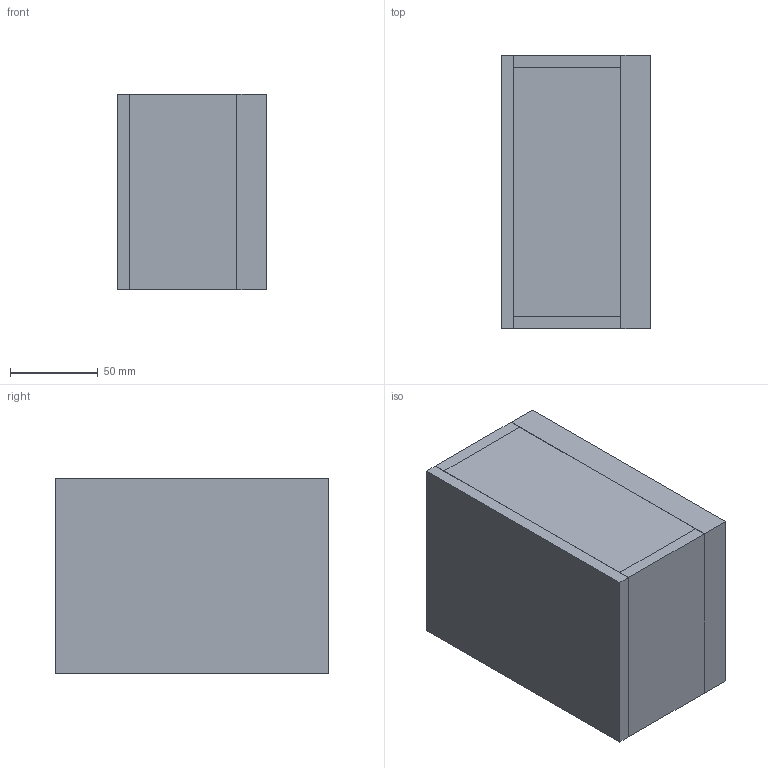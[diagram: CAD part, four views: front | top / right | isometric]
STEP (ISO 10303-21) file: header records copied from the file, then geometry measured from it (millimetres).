
FILE_DESCRIPTION(/* description */ (''),/* implementation_level */ '2;1');
FILE_NAME(/* name */ 'Battery_Box_Rough_Dimensions.stp',/* time_stamp */ '2025-06-18T14:10:50+08:00',/* author */ (''),/* organization */ (''),/* preprocessor_version */ 'ST-DEVELOPER v19.2',/* originating_system */ 'Rhino 8.17',/* authorisation */ '');
FILE_SCHEMA (('CONFIG_CONTROL_DESIGN'));
Length unit declared in the file: centimetre
Products named in the file (1): Document
Bounding box: 85 x 155.4 x 111 mm (x, y, z)
Volume: 1268548.9 mm3; surface area: 346285.1 mm2
Topology: 42 solids, 42 shells, 518 faces, 1303 edges, 868 vertices
Faces by surface type: cylinder 366, plane 152
Entity records: 17423 total; most frequent: CARTESIAN_POINT 4726, ORIENTED_EDGE 2604, DIRECTION 1989, EDGE_CURVE 1302, AXIS2_PLACEMENT_3D 1253, VERTEX_POINT 868, EDGE_LOOP 754, TRIMMED_CURVE 732
